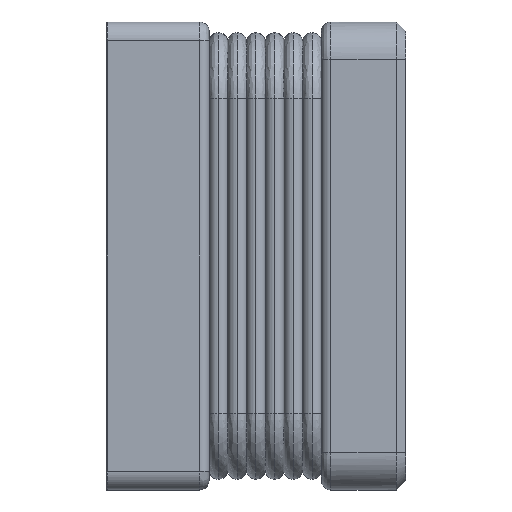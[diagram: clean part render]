
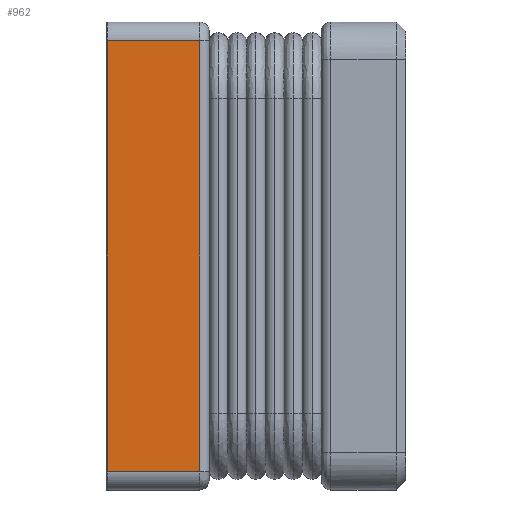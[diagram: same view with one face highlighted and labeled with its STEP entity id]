
A CAD part, left-side view. The second image highlights one B-rep face of the part: STEP entity #962.
In plain terms, the highlighted free-form (B-spline) face has degree [1, 1] with [2, 2] control points.
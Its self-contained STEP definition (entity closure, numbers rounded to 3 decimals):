
#962 = ADVANCED_FACE('',(#963),#993,.F.);
#963 = FACE_BOUND('',#964,.T.);
#964 = EDGE_LOOP('',(#965,#974,#981,#988));
#965 = ORIENTED_EDGE('',*,*,#966,.T.);
#966 = EDGE_CURVE('',#967,#969,#971,.T.);
#967 = VERTEX_POINT('',#968);
#968 = CARTESIAN_POINT('',(-2.097,0.459,1.507
    ));
#969 = VERTEX_POINT('',#970);
#970 = CARTESIAN_POINT('',(-2.097,1.107,1.507
    ));
#971 = B_SPLINE_CURVE_WITH_KNOTS('',1,(#972,#973),.UNSPECIFIED.,.F.,.F.,
  (2,2),(-0.5,-0.006),.PIECEWISE_BEZIER_KNOTS.);
#972 = CARTESIAN_POINT('',(-2.097,0.459,1.507
    ));
#973 = CARTESIAN_POINT('',(-2.097,1.107,1.507
    ));
#974 = ORIENTED_EDGE('',*,*,#975,.F.);
#975 = EDGE_CURVE('',#976,#969,#978,.T.);
#976 = VERTEX_POINT('',#977);
#977 = CARTESIAN_POINT('',(-2.097,1.107,
    -1.507));
#978 = B_SPLINE_CURVE_WITH_KNOTS('',1,(#979,#980),.UNSPECIFIED.,.F.,.F.,
  (2,2),(3.85,6.15),.PIECEWISE_BEZIER_KNOTS.);
#979 = CARTESIAN_POINT('',(-2.097,1.107,
    -1.507));
#980 = CARTESIAN_POINT('',(-2.097,1.107,1.507
    ));
#981 = ORIENTED_EDGE('',*,*,#982,.T.);
#982 = EDGE_CURVE('',#976,#983,#985,.T.);
#983 = VERTEX_POINT('',#984);
#984 = CARTESIAN_POINT('',(-2.097,0.459,
    -1.507));
#985 = B_SPLINE_CURVE_WITH_KNOTS('',1,(#986,#987),.UNSPECIFIED.,.F.,.F.,
  (2,2),(0.006,0.5),.PIECEWISE_BEZIER_KNOTS.);
#986 = CARTESIAN_POINT('',(-2.097,1.107,
    -1.507));
#987 = CARTESIAN_POINT('',(-2.097,0.459,
    -1.507));
#988 = ORIENTED_EDGE('',*,*,#989,.T.);
#989 = EDGE_CURVE('',#983,#967,#990,.T.);
#990 = B_SPLINE_CURVE_WITH_KNOTS('',1,(#991,#992),.UNSPECIFIED.,.F.,.F.,
  (2,2),(0.1,2.4),.PIECEWISE_BEZIER_KNOTS.);
#991 = CARTESIAN_POINT('',(-2.097,0.459,
    -1.507));
#992 = CARTESIAN_POINT('',(-2.097,0.459,1.507
    ));
#993 = B_SPLINE_SURFACE_WITH_KNOTS('',1,1,(
    (#994,#995)
    ,(#996,#997
    )),.UNSPECIFIED.,.F.,.F.,.F.,(2,2),(2,2),(-2.4,-0.1),(-0.5,
    -0.006),.PIECEWISE_BEZIER_KNOTS.);
#994 = CARTESIAN_POINT('',(-2.097,0.459,1.507
    ));
#995 = CARTESIAN_POINT('',(-2.097,1.107,1.507
    ));
#996 = CARTESIAN_POINT('',(-2.097,0.459,
    -1.507));
#997 = CARTESIAN_POINT('',(-2.097,1.107,
    -1.507));
